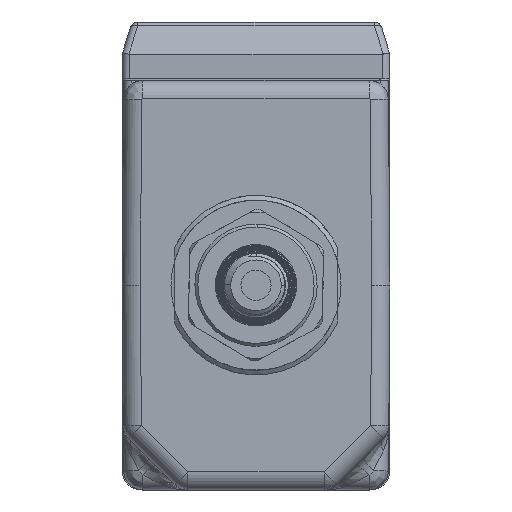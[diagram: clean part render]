
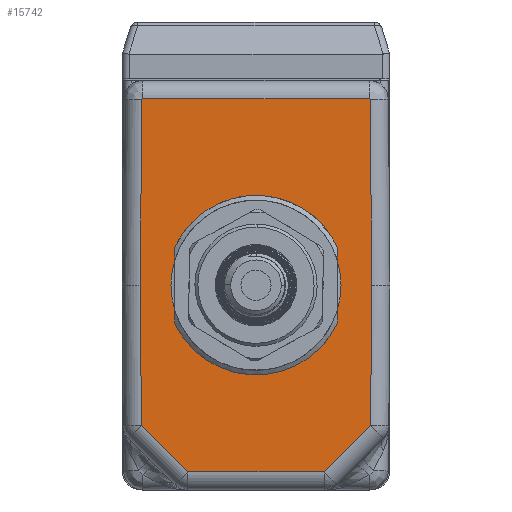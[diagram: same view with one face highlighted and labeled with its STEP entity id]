
A CAD part, front view. The second image highlights one B-rep face of the part: STEP entity #15742.
In plain terms, the highlighted planar face has unit normal (0, -1, 0).
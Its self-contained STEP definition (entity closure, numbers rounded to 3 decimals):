
#1=DIRECTION('',(1.,0.,0.));
#2=VECTOR('',#1,22.642);
#3=CARTESIAN_POINT('',(-11.321,0.,-31.));
#4=LINE('',#3,#2);
#5=DIRECTION('',(0.707,0.,-0.707));
#6=VECTOR('',#5,10.89);
#7=CARTESIAN_POINT('',(-19.022,0.,-23.3));
#8=LINE('',#7,#6);
#9=DIRECTION('',(-0.009,0.,1.));
#10=VECTOR('',#9,23.3);
#11=CARTESIAN_POINT('',(-19.022,0.,-23.3));
#12=LINE('',#11,#10);
#13=DIRECTION('',(-0.009,0.,-1.));
#14=VECTOR('',#13,30.823);
#15=CARTESIAN_POINT('',(-18.956,0.,30.822));
#16=LINE('',#15,#14);
#17=CARTESIAN_POINT('',(-18.776,0.,30.82));
#18=DIRECTION('',(0.,-1.,0.));
#19=DIRECTION('',(0.,0.,1.));
#20=AXIS2_PLACEMENT_3D('',#17,#18,#19);
#22=DIRECTION('',(-1.,0.,0.));
#23=VECTOR('',#22,37.552);
#24=CARTESIAN_POINT('',(18.776,0.,31.));
#25=LINE('',#24,#23);
#26=CARTESIAN_POINT('',(18.776,0.,30.82));
#27=DIRECTION('',(0.,-1.,0.));
#28=DIRECTION('',(1.,0.,0.009));
#29=AXIS2_PLACEMENT_3D('',#26,#27,#28);
#31=DIRECTION('',(-0.009,0.,1.));
#32=VECTOR('',#31,30.823);
#33=CARTESIAN_POINT('',(19.225,0.,0.));
#34=LINE('',#33,#32);
#35=DIRECTION('',(0.009,0.,1.));
#36=VECTOR('',#35,23.3);
#37=CARTESIAN_POINT('',(19.022,0.,-23.3));
#38=LINE('',#37,#36);
#39=DIRECTION('',(0.707,0.,0.707));
#40=VECTOR('',#39,10.89);
#41=CARTESIAN_POINT('',(11.321,0.,-31.));
#42=LINE('',#41,#40);
#43=CARTESIAN_POINT('',(0.,0.,0.));
#44=DIRECTION('',(0.,-1.,0.));
#45=DIRECTION('',(0.,0.,-1.));
#46=AXIS2_PLACEMENT_3D('',#43,#44,#45);
#48=CARTESIAN_POINT('',(0.,0.,0.));
#49=DIRECTION('',(0.,-1.,0.));
#50=DIRECTION('',(0.,0.,1.));
#51=AXIS2_PLACEMENT_3D('',#48,#49,#50);
#14068=CARTESIAN_POINT('',(0.,0.,-14.125));
#14069=CARTESIAN_POINT('',(0.,0.,14.125));
#14070=VERTEX_POINT('',#14068);
#14071=VERTEX_POINT('',#14069);
#14395=CARTESIAN_POINT('',(-11.321,0.,-31.));
#14396=CARTESIAN_POINT('',(11.321,0.,-31.));
#14397=VERTEX_POINT('',#14395);
#14398=VERTEX_POINT('',#14396);
#14403=CARTESIAN_POINT('',(18.776,0.,31.));
#14404=CARTESIAN_POINT('',(-18.776,0.,31.));
#14405=VERTEX_POINT('',#14403);
#14406=VERTEX_POINT('',#14404);
#14411=CARTESIAN_POINT('',(18.956,0.,30.822));
#14412=VERTEX_POINT('',#14411);
#14413=CARTESIAN_POINT('',(-18.956,0.,30.822));
#14414=VERTEX_POINT('',#14413);
#14440=CARTESIAN_POINT('',(-19.022,0.,-23.3));
#14441=VERTEX_POINT('',#14440);
#14444=CARTESIAN_POINT('',(-19.225,0.,0.));
#14445=VERTEX_POINT('',#14444);
#14472=CARTESIAN_POINT('',(19.022,0.,-23.3));
#14473=VERTEX_POINT('',#14472);
#14474=CARTESIAN_POINT('',(19.225,0.,0.));
#14475=VERTEX_POINT('',#14474);
#15709=CARTESIAN_POINT('',(0.,0.,0.));
#15710=DIRECTION('',(0.,1.,0.));
#15711=DIRECTION('',(1.,0.,0.));
#15712=AXIS2_PLACEMENT_3D('',#15709,#15710,#15711);
#15713=PLANE('',#15712);
#15715=ORIENTED_EDGE('',*,*,#15714,.F.);
#15717=ORIENTED_EDGE('',*,*,#15716,.F.);
#15719=ORIENTED_EDGE('',*,*,#15718,.T.);
#15721=ORIENTED_EDGE('',*,*,#15720,.F.);
#15723=ORIENTED_EDGE('',*,*,#15722,.F.);
#15725=ORIENTED_EDGE('',*,*,#15724,.F.);
#15727=ORIENTED_EDGE('',*,*,#15726,.F.);
#15729=ORIENTED_EDGE('',*,*,#15728,.F.);
#15731=ORIENTED_EDGE('',*,*,#15730,.F.);
#15733=ORIENTED_EDGE('',*,*,#15732,.F.);
#15734=EDGE_LOOP('',(#15715,#15717,#15719,#15721,#15723,#15725,#15727,#15729,
#15731,#15733));
#15735=FACE_OUTER_BOUND('',#15734,.F.);
#15737=ORIENTED_EDGE('',*,*,#15736,.T.);
#15739=ORIENTED_EDGE('',*,*,#15738,.T.);
#15740=EDGE_LOOP('',(#15737,#15739));
#15741=FACE_BOUND('',#15740,.F.);
#15742=ADVANCED_FACE('',(#15735,#15741),#15713,.F.);
#21=CIRCLE('',#20,0.18);
#30=CIRCLE('',#29,0.18);
#47=CIRCLE('',#46,14.125);
#52=CIRCLE('',#51,14.125);
#15714=EDGE_CURVE('',#14397,#14398,#4,.T.);
#15716=EDGE_CURVE('',#14441,#14397,#8,.T.);
#15718=EDGE_CURVE('',#14441,#14445,#12,.T.);
#15720=EDGE_CURVE('',#14414,#14445,#16,.T.);
#15722=EDGE_CURVE('',#14406,#14414,#21,.T.);
#15724=EDGE_CURVE('',#14405,#14406,#25,.T.);
#15726=EDGE_CURVE('',#14412,#14405,#30,.T.);
#15728=EDGE_CURVE('',#14475,#14412,#34,.T.);
#15730=EDGE_CURVE('',#14473,#14475,#38,.T.);
#15732=EDGE_CURVE('',#14398,#14473,#42,.T.);
#15736=EDGE_CURVE('',#14070,#14071,#47,.T.);
#15738=EDGE_CURVE('',#14071,#14070,#52,.T.);
